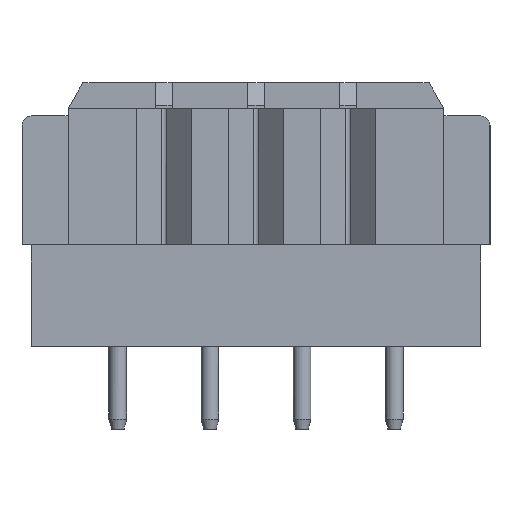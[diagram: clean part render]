
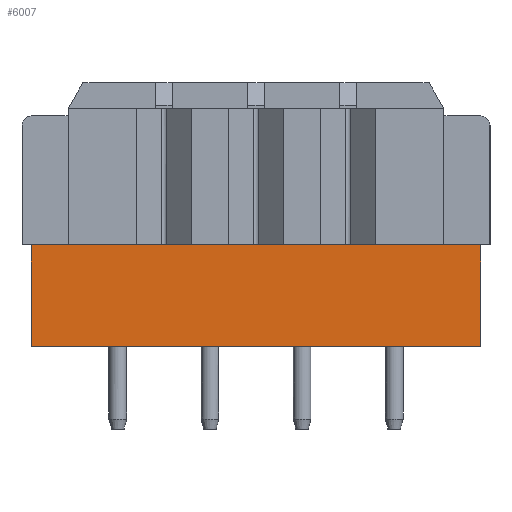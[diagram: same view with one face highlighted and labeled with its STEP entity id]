
A CAD part, left-side view. The second image highlights one B-rep face of the part: STEP entity #6007.
In plain terms, the highlighted planar face has unit normal (-1, 0, 0).
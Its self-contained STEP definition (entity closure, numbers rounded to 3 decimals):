
#5987=AXIS2_PLACEMENT_3D('Plane Axis2P3D',#5984,#5985,#5986) ;
#4210=CARTESIAN_POINT('Vertex',(0.,24.9,10.)) ;
#4213=CARTESIAN_POINT('Line Origine',(0.,12.7,10.)) ;
#4217=CARTESIAN_POINT('Vertex',(0.,0.5,10.)) ;
#5908=CARTESIAN_POINT('Vertex',(0.,24.9,4.5)) ;
#5911=CARTESIAN_POINT('Line Origine',(0.,24.9,7.25)) ;
#5984=CARTESIAN_POINT('Axis2P3D Location',(0.,24.9,1.3)) ;
#5989=CARTESIAN_POINT('Line Origine',(0.,12.7,4.5)) ;
#5993=CARTESIAN_POINT('Vertex',(0.,0.5,4.5)) ;
#5996=CARTESIAN_POINT('Line Origine',(0.,0.5,7.25)) ;
#4214=DIRECTION('Vector Direction',(0.,-1.,0.)) ;
#5912=DIRECTION('Vector Direction',(0.,0.,1.)) ;
#5985=DIRECTION('Axis2P3D Direction',(-1.,0.,0.)) ;
#5986=DIRECTION('Axis2P3D XDirection',(0.,-1.,0.)) ;
#5990=DIRECTION('Vector Direction',(0.,-1.,0.)) ;
#5997=DIRECTION('Vector Direction',(0.,0.,1.)) ;
#4215=VECTOR('Line Direction',#4214,1.) ;
#5913=VECTOR('Line Direction',#5912,1.) ;
#5991=VECTOR('Line Direction',#5990,1.) ;
#5998=VECTOR('Line Direction',#5997,1.) ;
#6002=ORIENTED_EDGE('',*,*,#5915,.F.) ;
#6003=ORIENTED_EDGE('',*,*,#5995,.T.) ;
#6004=ORIENTED_EDGE('',*,*,#6000,.T.) ;
#6005=ORIENTED_EDGE('',*,*,#4219,.F.) ;
#6007=ADVANCED_FACE('HOUSING',(#6006),#5988,.T.) ;
#4219=EDGE_CURVE('',#4211,#4218,#4216,.T.) ;
#5915=EDGE_CURVE('',#5909,#4211,#5914,.T.) ;
#5995=EDGE_CURVE('',#5909,#5994,#5992,.T.) ;
#6000=EDGE_CURVE('',#5994,#4218,#5999,.T.) ;
#6001=EDGE_LOOP('',(#6002,#6003,#6004,#6005)) ;
#6006=FACE_OUTER_BOUND('',#6001,.T.) ;
#4216=LINE('Line',#4213,#4215) ;
#5914=LINE('Line',#5911,#5913) ;
#5992=LINE('Line',#5989,#5991) ;
#5999=LINE('Line',#5996,#5998) ;
#5988=PLANE('',#5987) ;
#4211=VERTEX_POINT('',#4210) ;
#4218=VERTEX_POINT('',#4217) ;
#5909=VERTEX_POINT('',#5908) ;
#5994=VERTEX_POINT('',#5993) ;
